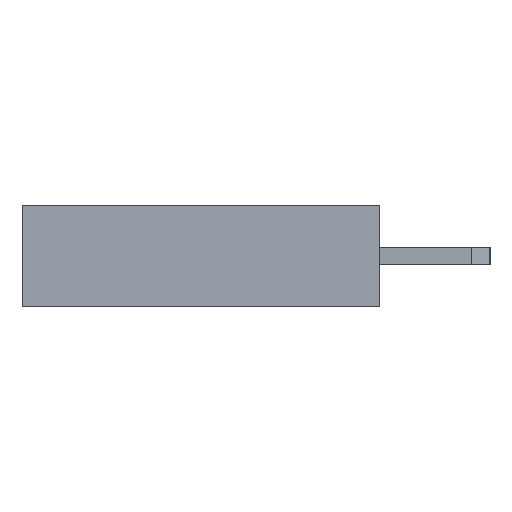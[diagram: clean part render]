
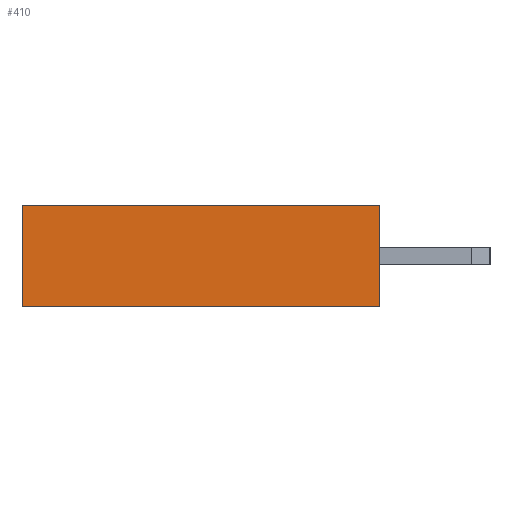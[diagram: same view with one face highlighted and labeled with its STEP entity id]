
A CAD part, left-side view. The second image highlights one B-rep face of the part: STEP entity #410.
In plain terms, the highlighted planar face has unit normal (-1, 0, 0).
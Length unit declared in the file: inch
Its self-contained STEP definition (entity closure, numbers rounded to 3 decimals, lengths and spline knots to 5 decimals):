
#410 = ADVANCED_FACE( '', ( #979 ), #980, .F. );
#979 = FACE_OUTER_BOUND( '', #1751, .T. );
#980 = PLANE( '', #1752 );
#1751 = EDGE_LOOP( '', ( #2864, #2865, #2866, #2867 ) );
#1752 = AXIS2_PLACEMENT_3D( '', #2868, #2869, #2870 );
#2864 = ORIENTED_EDGE( '', *, *, #4939, .T. );
#2865 = ORIENTED_EDGE( '', *, *, #4747, .F. );
#2866 = ORIENTED_EDGE( '', *, *, #4940, .F. );
#2867 = ORIENTED_EDGE( '', *, *, #4941, .T. );
#2868 = CARTESIAN_POINT( '', ( -0.76, 0.335, -0.0475 ) );
#2869 = DIRECTION( '', ( 1., 0., 0. ) );
#2870 = DIRECTION( '', ( 0., 0., -1. ) );
#4747 = EDGE_CURVE( '', #5750, #5752, #5753, .T. );
#4939 = EDGE_CURVE( '', #6084, #5752, #6085, .T. );
#4940 = EDGE_CURVE( '', #6086, #5750, #6087, .T. );
#4941 = EDGE_CURVE( '', #6086, #6084, #6088, .T. );
#5750 = VERTEX_POINT( '', #7190 );
#5752 = VERTEX_POINT( '', #7193 );
#5753 = LINE( '', #7194, #7195 );
#6084 = VERTEX_POINT( '', #7689 );
#6085 = LINE( '', #7690, #7691 );
#6086 = VERTEX_POINT( '', #7692 );
#6087 = LINE( '', #7693, #7694 );
#6088 = LINE( '', #7695, #7696 );
#7190 = CARTESIAN_POINT( '', ( -0.76, 0.335, 0.0475 ) );
#7193 = CARTESIAN_POINT( '', ( -0.76, 0., 0.0475 ) );
#7194 = CARTESIAN_POINT( '', ( -0.76, 0.335, 0.0475 ) );
#7195 = VECTOR( '', #8923, 39.37008 );
#7689 = CARTESIAN_POINT( '', ( -0.76, 0., -0.0475 ) );
#7690 = CARTESIAN_POINT( '', ( -0.76, 0., -0.0475 ) );
#7691 = VECTOR( '', #9087, 39.37008 );
#7692 = CARTESIAN_POINT( '', ( -0.76, 0.335, -0.0475 ) );
#7693 = CARTESIAN_POINT( '', ( -0.76, 0.335, -0.0475 ) );
#7694 = VECTOR( '', #9088, 39.37008 );
#7695 = CARTESIAN_POINT( '', ( -0.76, 0.335, -0.0475 ) );
#7696 = VECTOR( '', #9089, 39.37008 );
#8923 = DIRECTION( '', ( 0., -1., 0. ) );
#9087 = DIRECTION( '', ( 0., 0., 1. ) );
#9088 = DIRECTION( '', ( 0., 0., 1. ) );
#9089 = DIRECTION( '', ( 0., -1., 0. ) );
